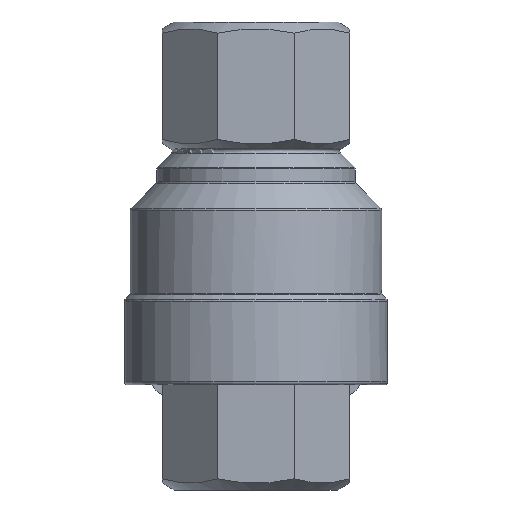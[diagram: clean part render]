
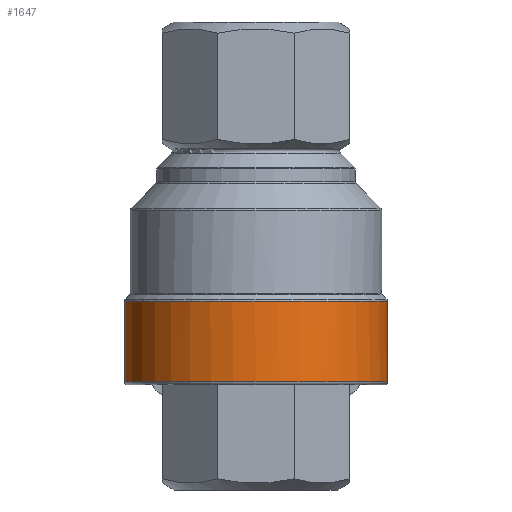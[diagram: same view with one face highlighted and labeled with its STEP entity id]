
A CAD part, front view. The second image highlights one B-rep face of the part: STEP entity #1647.
In plain terms, the highlighted cylindrical face has radius 22.5 mm (diameter 45 mm), a full revolution.
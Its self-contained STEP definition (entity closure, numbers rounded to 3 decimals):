
#297=B_SPLINE_CURVE_WITH_KNOTS('',3,(#2685,#2686,#2687,#2688,#2689,#2690,
#2691,#2692,#2693,#2694,#2695,#2696,#2697),.UNSPECIFIED.,.F.,.F.,(4,1,1,
1,1,1,1,1,1,1,4),(0.058,0.062,0.066,
0.071,0.073,0.075,0.079,
0.083,0.088,0.09,0.092),
 .UNSPECIFIED.);
#549=ORIENTED_EDGE('',*,*,#953,.F.);
#550=ORIENTED_EDGE('',*,*,#951,.T.);
#551=ORIENTED_EDGE('',*,*,#954,.F.);
#951=EDGE_CURVE('',#1148,#1147,#1248,.T.);
#953=EDGE_CURVE('',#1149,#1149,#1249,.T.);
#954=EDGE_CURVE('',#1148,#1147,#297,.T.);
#1147=VERTEX_POINT('',#2675);
#1148=VERTEX_POINT('',#2677);
#1149=VERTEX_POINT('',#2684);
#1248=CIRCLE('',#1789,22.5);
#1249=CIRCLE('',#1791,22.5);
#1327=EDGE_LOOP('',(#549));
#1328=EDGE_LOOP('',(#550,#551));
#1481=FACE_BOUND('',#1327,.T.);
#1482=FACE_BOUND('',#1328,.T.);
#1598=CYLINDRICAL_SURFACE('',#1790,22.5);
#1647=ADVANCED_FACE('',(#1481,#1482),#1598,.T.);
#1789=AXIS2_PLACEMENT_3D('',#2676,#2086,#2087);
#1790=AXIS2_PLACEMENT_3D('',#2682,#2088,#2089);
#1791=AXIS2_PLACEMENT_3D('',#2683,#2090,#2091);
#2086=DIRECTION('',(0.,0.,-1.));
#2087=DIRECTION('',(-1.,0.,0.));
#2088=DIRECTION('',(0.,0.,-1.));
#2089=DIRECTION('',(-1.,0.,0.));
#2090=DIRECTION('',(0.,0.,-1.));
#2091=DIRECTION('',(-1.,0.,0.));
#2675=CARTESIAN_POINT('',(-11.625,19.264,-1.707));
#2676=CARTESIAN_POINT('',(0.,0.,-1.707));
#2677=CARTESIAN_POINT('',(11.625,19.264,-1.707));
#2682=CARTESIAN_POINT('',(0.,0.,-34.));
#2683=CARTESIAN_POINT('',(0.,0.,-15.5));
#2684=CARTESIAN_POINT('',(-22.5,0.,-15.5));
#2685=CARTESIAN_POINT('',(11.625,19.264,-1.707));
#2686=CARTESIAN_POINT('',(11.417,19.39,-3.124));
#2687=CARTESIAN_POINT('',(10.491,19.947,-5.813));
#2688=CARTESIAN_POINT('',(7.867,21.17,-9.052));
#2689=CARTESIAN_POINT('',(4.849,22.043,-10.862));
#2690=CARTESIAN_POINT('',(2.139,22.432,-11.62));
#2691=CARTESIAN_POINT('',(-0.756,22.57,-11.882));
#2692=CARTESIAN_POINT('',(-4.287,22.212,-11.21));
#2693=CARTESIAN_POINT('',(-7.894,21.159,-9.029));
#2694=CARTESIAN_POINT('',(-10.069,20.144,-6.322));
#2695=CARTESIAN_POINT('',(-11.187,19.527,-3.795));
#2696=CARTESIAN_POINT('',(-11.523,19.326,-2.403));
#2697=CARTESIAN_POINT('',(-11.625,19.264,-1.707));
